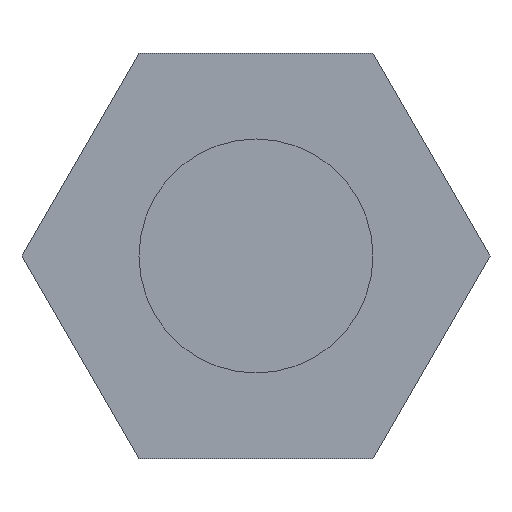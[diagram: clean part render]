
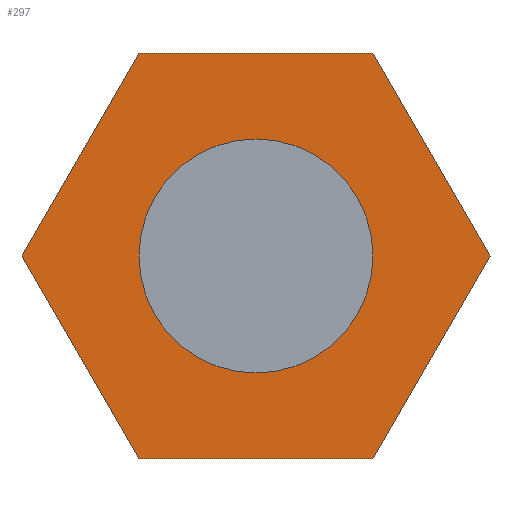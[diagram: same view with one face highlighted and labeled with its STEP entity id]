
A CAD part, front view. The second image highlights one B-rep face of the part: STEP entity #297.
In plain terms, the highlighted planar face has unit normal (0, -1, 0).
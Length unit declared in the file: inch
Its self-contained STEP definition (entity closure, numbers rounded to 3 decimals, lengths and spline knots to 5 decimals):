
#124=CARTESIAN_POINT('',(0.,0.,0.));
#125=DIRECTION('',(0.,1.,0.));
#126=DIRECTION('',(1.,0.,0.));
#127=AXIS2_PLACEMENT_3D('',#124,#125,#126);
#133=DIRECTION('',(1.,0.,0.));
#134=VECTOR('',#133,8.);
#135=CARTESIAN_POINT('',(-4.,0.,6.9282));
#136=LINE('',#135,#134);
#137=DIRECTION('',(0.5,0.,-0.866));
#138=VECTOR('',#137,8.);
#139=CARTESIAN_POINT('',(4.,0.,6.9282));
#140=LINE('',#139,#138);
#141=DIRECTION('',(-0.5,0.,-0.866));
#142=VECTOR('',#141,8.);
#143=CARTESIAN_POINT('',(8.,0.,0.));
#144=LINE('',#143,#142);
#145=DIRECTION('',(-1.,0.,0.));
#146=VECTOR('',#145,8.);
#147=CARTESIAN_POINT('',(4.,0.,-6.9282));
#148=LINE('',#147,#146);
#149=DIRECTION('',(-0.5,0.,0.866));
#150=VECTOR('',#149,8.);
#151=CARTESIAN_POINT('',(-4.,0.,-6.9282));
#152=LINE('',#151,#150);
#153=DIRECTION('',(0.5,0.,0.866));
#154=VECTOR('',#153,8.);
#155=CARTESIAN_POINT('',(-8.,0.,0.));
#156=LINE('',#155,#154);
#205=CARTESIAN_POINT('',(0.,0.,0.));
#206=DIRECTION('',(0.,1.,0.));
#207=DIRECTION('',(-1.,0.,0.));
#208=AXIS2_PLACEMENT_3D('',#205,#206,#207);
#218=CARTESIAN_POINT('',(-4.,0.,6.9282));
#219=CARTESIAN_POINT('',(4.,0.,6.9282));
#220=VERTEX_POINT('',#218);
#221=VERTEX_POINT('',#219);
#222=CARTESIAN_POINT('',(8.,0.,0.));
#223=VERTEX_POINT('',#222);
#224=CARTESIAN_POINT('',(4.,0.,-6.9282));
#225=VERTEX_POINT('',#224);
#226=CARTESIAN_POINT('',(-4.,0.,-6.9282));
#227=VERTEX_POINT('',#226);
#228=CARTESIAN_POINT('',(-8.,0.,0.));
#229=VERTEX_POINT('',#228);
#242=CARTESIAN_POINT('',(4.,0.,0.));
#243=CARTESIAN_POINT('',(-4.,0.,0.));
#244=VERTEX_POINT('',#242);
#245=VERTEX_POINT('',#243);
#273=CARTESIAN_POINT('',(0.,0.,0.));
#274=DIRECTION('',(0.,1.,0.));
#275=DIRECTION('',(1.,0.,0.));
#276=AXIS2_PLACEMENT_3D('',#273,#274,#275);
#277=PLANE('',#276);
#279=ORIENTED_EDGE('',*,*,#278,.T.);
#281=ORIENTED_EDGE('',*,*,#280,.T.);
#283=ORIENTED_EDGE('',*,*,#282,.T.);
#285=ORIENTED_EDGE('',*,*,#284,.T.);
#287=ORIENTED_EDGE('',*,*,#286,.T.);
#289=ORIENTED_EDGE('',*,*,#288,.T.);
#290=EDGE_LOOP('',(#279,#281,#283,#285,#287,#289));
#291=FACE_OUTER_BOUND('',#290,.F.);
#292=ORIENTED_EDGE('',*,*,#263,.F.);
#294=ORIENTED_EDGE('',*,*,#293,.F.);
#295=EDGE_LOOP('',(#292,#294));
#296=FACE_BOUND('',#295,.F.);
#128=CIRCLE('',#127,4.);
#209=CIRCLE('',#208,4.);
#263=EDGE_CURVE('',#244,#245,#128,.T.);
#278=EDGE_CURVE('',#220,#221,#136,.T.);
#280=EDGE_CURVE('',#221,#223,#140,.T.);
#282=EDGE_CURVE('',#223,#225,#144,.T.);
#284=EDGE_CURVE('',#225,#227,#148,.T.);
#286=EDGE_CURVE('',#227,#229,#152,.T.);
#288=EDGE_CURVE('',#229,#220,#156,.T.);
#293=EDGE_CURVE('',#245,#244,#209,.T.);
#297=ADVANCED_FACE('',(#291,#296),#277,.F.);
